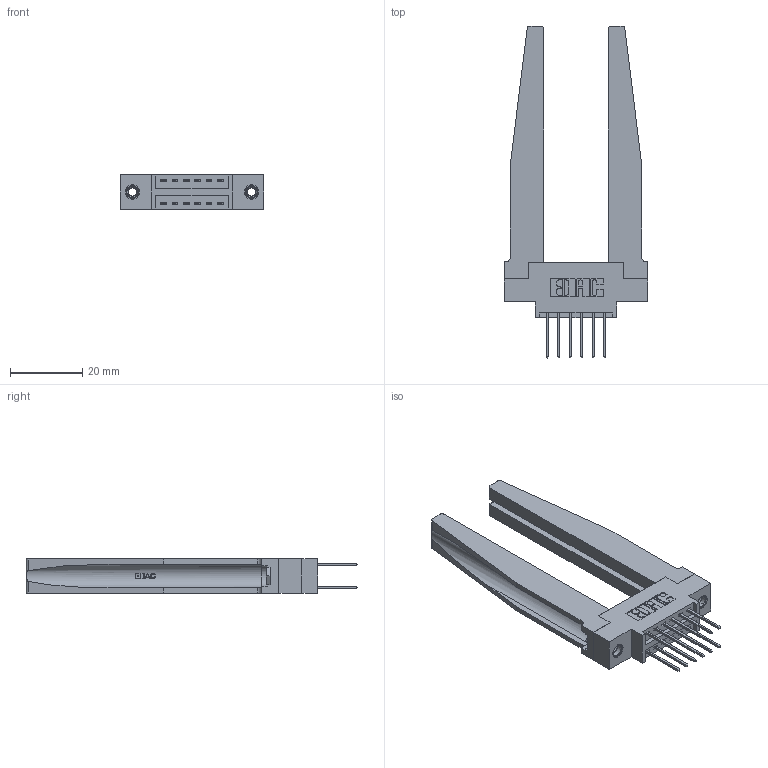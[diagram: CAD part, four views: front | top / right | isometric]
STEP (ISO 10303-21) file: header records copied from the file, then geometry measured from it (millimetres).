
FILE_DESCRIPTION (( 'STEP AP203' ), '1' );
FILE_NAME ('396-012-522-878.STEP', '2019-11-01T16:58:52', ( '' ), ( '' ), 'SwSTEP 2.0', 'SolidWorks 2016', '' );
FILE_SCHEMA (( 'CONFIG_CONTROL_DESIGN' ));
Length unit declared in the file: inch
Products named in the file (5): 346 Part_0.170 Offset - 0.156 Dia-TH; 396-012-522-878; 345-292-001_345-293-122; 346-220-078_345-220-078; 345-250-001_345-250-001-102
Assembly tree (17 placements, depth 2):
  396-012-522-878
    346 Part_0.170 Offset - 0.156 Dia-TH
    345-292-001_345-293-122  x12
    346-220-078_345-220-078  x2
    345-250-001_345-250-001-102  x2
Bounding box: 39.62 x 91.69 x 9.4 mm (x, y, z)
Volume: 10369.2 mm3; surface area: 11050.3 mm2
Topology: 17 solids, 17 shells, 984 faces, 2809 edges, 1846 vertices
Faces by surface type: plane 642, cylinder 290, bspline 36, cone 12, torus 4
Entity records: 13660 total; most frequent: CARTESIAN_POINT 3239, ORIENTED_EDGE 2062, DIRECTION 1893, EDGE_CURVE 1031, VECTOR 781, LINE 781, VERTEX_POINT 680, AXIS2_PLACEMENT_3D 556
